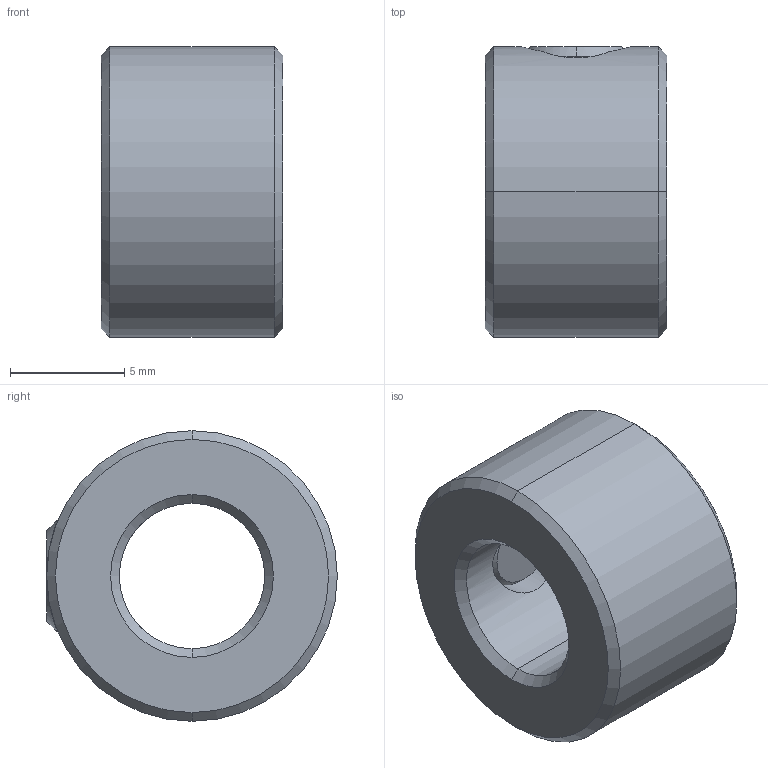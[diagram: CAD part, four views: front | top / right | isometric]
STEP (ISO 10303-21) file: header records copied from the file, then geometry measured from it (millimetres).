
FILE_DESCRIPTION(('starvars output'),'2;1');
FILE_NAME('cv20120920074121000006905.stp','07:41:21 2012/09/20',( 'Thomas Industrial Network Germany GmbH'),( 'Thomas Industrial Network Germany GmbH'),'unknown preprocess','ACIS' ,'unknown authorization');
FILE_SCHEMA(('AUTOMOTIVE_DESIGN_CC2 {UNKNOWN IMPLEMENTATION LEVEL}'));
Length unit declared in the file: millimetre
Products named in the file (1): PRODUCT_ID_14
Bounding box: 7.95 x 12.7 x 12.7 mm (x, y, z)
Volume: 742.6 mm3; surface area: 653.6 mm2
Topology: 1 solids, 1 shells, 37 faces, 88 edges, 56 vertices
Faces by surface type: cone 16, plane 11, cylinder 10
Entity records: 1398 total; most frequent: CARTESIAN_POINT 294, ORIENTED_EDGE 176, DIRECTION 108, EDGE_CURVE 88, VERTEX_POINT 56, EDGE_LOOP 42, FACE_BOUND 42, VECTOR 40
